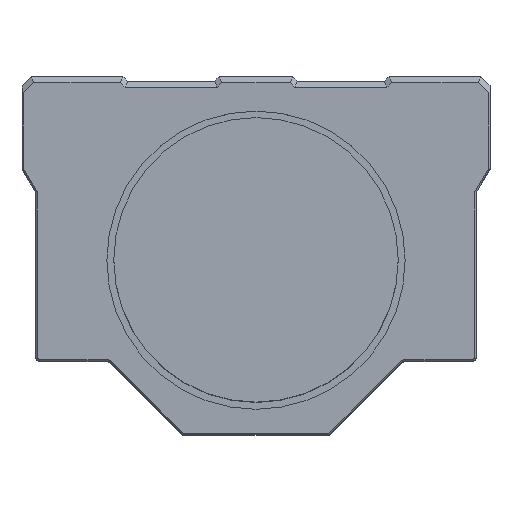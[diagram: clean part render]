
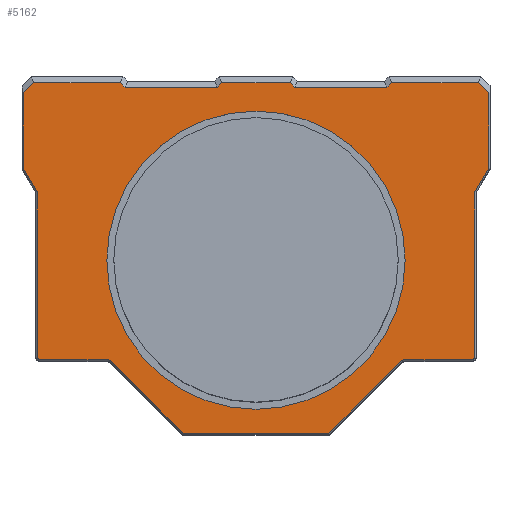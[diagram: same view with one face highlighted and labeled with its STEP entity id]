
A CAD part, top view. The second image highlights one B-rep face of the part: STEP entity #5162.
In plain terms, the highlighted planar face has unit normal (0, 0, 1).
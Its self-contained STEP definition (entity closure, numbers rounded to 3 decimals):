
#4586=CARTESIAN_POINT('',(50.7,36.462,45.0));
#4587=VERTEX_POINT('',#4586);
#4594=CARTESIAN_POINT('',(50.7,20.08,45.0));
#4595=VERTEX_POINT('',#4594);
#4596=CARTESIAN_POINT('',(50.7,36.462,45.0));
#4597=DIRECTION('',(0.0,-1.0,0.0));
#4598=VECTOR('',#4597,16.381);
#4599=LINE('',#4596,#4598);
#4600=EDGE_CURVE('',#4587,#4595,#4599,.T.);
#4624=CARTESIAN_POINT('',(47.7,14.884,45.0));
#4625=VERTEX_POINT('',#4624);
#4626=CARTESIAN_POINT('',(50.7,20.08,45.0));
#4627=DIRECTION('',(-0.5,-0.866,0.0));
#4628=VECTOR('',#4627,6.);
#4629=LINE('',#4626,#4628);
#4630=EDGE_CURVE('',#4595,#4625,#4629,.T.);
#4655=CARTESIAN_POINT('',(47.7,-21.,45.0));
#4656=VERTEX_POINT('',#4655);
#4672=CARTESIAN_POINT('',(47.7,14.884,45.0));
#4673=DIRECTION('',(0.0,-1.0,0.0));
#4674=VECTOR('',#4673,35.884);
#4675=LINE('',#4672,#4674);
#4676=EDGE_CURVE('',#4625,#4656,#4675,.T.);
#4686=CARTESIAN_POINT('',(47.,-21.7,45.0));
#4687=VERTEX_POINT('',#4686);
#4702=CARTESIAN_POINT('',(47.,-21.0,45.0));
#4703=DIRECTION('',(0.0,0.0,-1.0));
#4704=DIRECTION('',(0.0,-1.0,0.0));
#4705=AXIS2_PLACEMENT_3D('',#4702,#4703,#4704);
#4706=CIRCLE('',#4705,0.7);
#4707=EDGE_CURVE('',#4656,#4687,#4706,.T.);
#4717=CARTESIAN_POINT('',(32.414,-21.7,45.0));
#4718=VERTEX_POINT('',#4717);
#4727=CARTESIAN_POINT('',(47.,-21.7,45.0));
#4728=DIRECTION('',(-1.0,0.0,0.0));
#4729=VECTOR('',#4728,14.586);
#4730=LINE('',#4727,#4729);
#4731=EDGE_CURVE('',#4687,#4718,#4730,.T.);
#4741=CARTESIAN_POINT('',(31.495,-22.081,45.0));
#4742=VERTEX_POINT('',#4741);
#4759=CARTESIAN_POINT('',(32.414,-23.,45.0));
#4760=DIRECTION('',(0.0,0.0,1.0));
#4761=DIRECTION('',(0.0,1.0,0.0));
#4762=AXIS2_PLACEMENT_3D('',#4759,#4760,#4761);
#4763=CIRCLE('',#4762,1.3);
#4764=EDGE_CURVE('',#4718,#4742,#4763,.T.);
#4783=CARTESIAN_POINT('',(15.876,-37.7,45.0));
#4784=VERTEX_POINT('',#4783);
#4785=CARTESIAN_POINT('',(31.495,-22.081,45.0));
#4786=DIRECTION('',(-0.707,-0.707,0.0));
#4787=VECTOR('',#4786,22.089);
#4788=LINE('',#4785,#4787);
#4789=EDGE_CURVE('',#4742,#4784,#4788,.T.);
#4805=CARTESIAN_POINT('',(-15.876,-37.7,45.0));
#4806=VERTEX_POINT('',#4805);
#4807=CARTESIAN_POINT('',(15.876,-37.7,45.0));
#4808=DIRECTION('',(-1.0,0.0,0.0));
#4809=VECTOR('',#4808,31.751);
#4810=LINE('',#4807,#4809);
#4811=EDGE_CURVE('',#4784,#4806,#4810,.T.);
#4836=CARTESIAN_POINT('',(-31.495,-22.081,45.0));
#4837=VERTEX_POINT('',#4836);
#4853=CARTESIAN_POINT('',(-15.876,-37.7,45.0));
#4854=DIRECTION('',(-0.707,0.707,0.0));
#4855=VECTOR('',#4854,22.089);
#4856=LINE('',#4853,#4855);
#4857=EDGE_CURVE('',#4806,#4837,#4856,.T.);
#4867=CARTESIAN_POINT('',(-32.414,-21.7,45.0));
#4868=VERTEX_POINT('',#4867);
#4883=CARTESIAN_POINT('',(-32.414,-23.,45.0));
#4884=DIRECTION('',(0.0,0.0,1.0));
#4885=DIRECTION('',(0.707,0.707,0.0));
#4886=AXIS2_PLACEMENT_3D('',#4883,#4884,#4885);
#4887=CIRCLE('',#4886,1.3);
#4888=EDGE_CURVE('',#4837,#4868,#4887,.T.);
#4898=CARTESIAN_POINT('',(-47.,-21.7,45.0));
#4899=VERTEX_POINT('',#4898);
#4908=CARTESIAN_POINT('',(-32.414,-21.7,45.0));
#4909=DIRECTION('',(-1.0,0.0,0.0));
#4910=VECTOR('',#4909,14.586);
#4911=LINE('',#4908,#4910);
#4912=EDGE_CURVE('',#4868,#4899,#4911,.T.);
#4922=CARTESIAN_POINT('',(-47.7,-21.,45.0));
#4923=VERTEX_POINT('',#4922);
#4940=CARTESIAN_POINT('',(-47.,-21.0,45.0));
#4941=DIRECTION('',(0.0,0.0,-1.0));
#4942=DIRECTION('',(-1.0,0.0,0.0));
#4943=AXIS2_PLACEMENT_3D('',#4940,#4941,#4942);
#4944=CIRCLE('',#4943,0.7);
#4945=EDGE_CURVE('',#4899,#4923,#4944,.T.);
#4964=CARTESIAN_POINT('',(-47.7,14.884,45.0));
#4965=VERTEX_POINT('',#4964);
#4966=CARTESIAN_POINT('',(-47.7,-21.,45.0));
#4967=DIRECTION('',(0.0,1.0,0.0));
#4968=VECTOR('',#4967,35.884);
#4969=LINE('',#4966,#4968);
#4970=EDGE_CURVE('',#4923,#4965,#4969,.T.);
#4986=CARTESIAN_POINT('',(-50.7,20.08,45.0));
#4987=VERTEX_POINT('',#4986);
#4988=CARTESIAN_POINT('',(-47.7,14.884,45.0));
#4989=DIRECTION('',(-0.5,0.866,0.0));
#4990=VECTOR('',#4989,6.);
#4991=LINE('',#4988,#4990);
#4992=EDGE_CURVE('',#4965,#4987,#4991,.T.);
#5017=CARTESIAN_POINT('',(-50.7,36.462,45.0));
#5018=VERTEX_POINT('',#5017);
#5034=CARTESIAN_POINT('',(-50.7,20.08,45.0));
#5035=DIRECTION('',(0.0,1.0,0.0));
#5036=VECTOR('',#5035,16.381);
#5037=LINE('',#5034,#5036);
#5038=EDGE_CURVE('',#4987,#5018,#5037,.T.);
#5043=CARTESIAN_POINT('',(0.,5.903,45.0));
#5044=DIRECTION('',(0.0,0.0,1.0));
#5045=DIRECTION('',(1.0,0.0,0.0));
#5046=AXIS2_PLACEMENT_3D('',#5043,#5044,#5045);
#5047=PLANE('',#5046);
#5048=ORIENTED_EDGE('',*,*,#5038,.F.);
#5049=ORIENTED_EDGE('',*,*,#4992,.F.);
#5050=ORIENTED_EDGE('',*,*,#4970,.F.);
#5051=ORIENTED_EDGE('',*,*,#4945,.F.);
#5052=ORIENTED_EDGE('',*,*,#4912,.F.);
#5053=ORIENTED_EDGE('',*,*,#4888,.F.);
#5054=ORIENTED_EDGE('',*,*,#4857,.F.);
#5055=ORIENTED_EDGE('',*,*,#4811,.F.);
#5056=ORIENTED_EDGE('',*,*,#4789,.F.);
#5057=ORIENTED_EDGE('',*,*,#4764,.F.);
#5058=ORIENTED_EDGE('',*,*,#4731,.F.);
#5059=ORIENTED_EDGE('',*,*,#4707,.F.);
#5060=ORIENTED_EDGE('',*,*,#4676,.F.);
#5061=ORIENTED_EDGE('',*,*,#4630,.F.);
#5062=ORIENTED_EDGE('',*,*,#4600,.F.);
#5063=CARTESIAN_POINT('',(48.462,38.7,45.0));
#5064=VERTEX_POINT('',#5063);
#5065=CARTESIAN_POINT('',(48.462,38.7,45.0));
#5066=DIRECTION('',(0.707,-0.707,0.0));
#5067=VECTOR('',#5066,3.166);
#5068=LINE('',#5065,#5067);
#5069=EDGE_CURVE('',#5064,#4587,#5068,.T.);
#5070=ORIENTED_EDGE('',*,*,#5069,.F.);
#5071=CARTESIAN_POINT('',(29.538,38.7,45.0));
#5072=VERTEX_POINT('',#5071);
#5073=CARTESIAN_POINT('',(29.538,38.7,45.0));
#5074=DIRECTION('',(1.0,0.0,0.0));
#5075=VECTOR('',#5074,18.923);
#5076=LINE('',#5073,#5075);
#5077=EDGE_CURVE('',#5072,#5064,#5076,.T.);
#5078=ORIENTED_EDGE('',*,*,#5077,.F.);
#5079=CARTESIAN_POINT('',(28.538,37.7,45.0));
#5080=VERTEX_POINT('',#5079);
#5081=CARTESIAN_POINT('',(28.538,37.7,45.0));
#5082=DIRECTION('',(0.707,0.707,0.0));
#5083=VECTOR('',#5082,1.414);
#5084=LINE('',#5081,#5083);
#5085=EDGE_CURVE('',#5080,#5072,#5084,.T.);
#5086=ORIENTED_EDGE('',*,*,#5085,.F.);
#5087=CARTESIAN_POINT('',(8.462,37.7,45.0));
#5088=VERTEX_POINT('',#5087);
#5089=CARTESIAN_POINT('',(8.462,37.7,45.0));
#5090=DIRECTION('',(1.0,0.0,0.0));
#5091=VECTOR('',#5090,20.077);
#5092=LINE('',#5089,#5091);
#5093=EDGE_CURVE('',#5088,#5080,#5092,.T.);
#5094=ORIENTED_EDGE('',*,*,#5093,.F.);
#5095=CARTESIAN_POINT('',(7.462,38.7,45.0));
#5096=VERTEX_POINT('',#5095);
#5097=CARTESIAN_POINT('',(7.462,38.7,45.0));
#5098=DIRECTION('',(0.707,-0.707,0.0));
#5099=VECTOR('',#5098,1.414);
#5100=LINE('',#5097,#5099);
#5101=EDGE_CURVE('',#5096,#5088,#5100,.T.);
#5102=ORIENTED_EDGE('',*,*,#5101,.F.);
#5103=CARTESIAN_POINT('',(-7.462,38.7,45.0));
#5104=VERTEX_POINT('',#5103);
#5105=CARTESIAN_POINT('',(-7.462,38.7,45.0));
#5106=DIRECTION('',(1.0,0.0,0.0));
#5107=VECTOR('',#5106,14.923);
#5108=LINE('',#5105,#5107);
#5109=EDGE_CURVE('',#5104,#5096,#5108,.T.);
#5110=ORIENTED_EDGE('',*,*,#5109,.F.);
#5111=CARTESIAN_POINT('',(-8.462,37.7,45.0));
#5112=VERTEX_POINT('',#5111);
#5113=CARTESIAN_POINT('',(-8.462,37.7,45.0));
#5114=DIRECTION('',(0.707,0.707,0.0));
#5115=VECTOR('',#5114,1.414);
#5116=LINE('',#5113,#5115);
#5117=EDGE_CURVE('',#5112,#5104,#5116,.T.);
#5118=ORIENTED_EDGE('',*,*,#5117,.F.);
#5119=CARTESIAN_POINT('',(-28.538,37.7,45.0));
#5120=VERTEX_POINT('',#5119);
#5121=CARTESIAN_POINT('',(-28.538,37.7,45.0));
#5122=DIRECTION('',(1.0,0.0,0.0));
#5123=VECTOR('',#5122,20.077);
#5124=LINE('',#5121,#5123);
#5125=EDGE_CURVE('',#5120,#5112,#5124,.T.);
#5126=ORIENTED_EDGE('',*,*,#5125,.F.);
#5127=CARTESIAN_POINT('',(-29.538,38.7,45.0));
#5128=VERTEX_POINT('',#5127);
#5129=CARTESIAN_POINT('',(-29.538,38.7,45.0));
#5130=DIRECTION('',(0.707,-0.707,0.0));
#5131=VECTOR('',#5130,1.414);
#5132=LINE('',#5129,#5131);
#5133=EDGE_CURVE('',#5128,#5120,#5132,.T.);
#5134=ORIENTED_EDGE('',*,*,#5133,.F.);
#5135=CARTESIAN_POINT('',(-48.462,38.7,45.0));
#5136=VERTEX_POINT('',#5135);
#5137=CARTESIAN_POINT('',(-48.462,38.7,45.0));
#5138=DIRECTION('',(1.0,0.0,0.0));
#5139=VECTOR('',#5138,18.923);
#5140=LINE('',#5137,#5139);
#5141=EDGE_CURVE('',#5136,#5128,#5140,.T.);
#5142=ORIENTED_EDGE('',*,*,#5141,.F.);
#5143=CARTESIAN_POINT('',(-50.7,36.462,45.0));
#5144=DIRECTION('',(0.707,0.707,0.0));
#5145=VECTOR('',#5144,3.166);
#5146=LINE('',#5143,#5145);
#5147=EDGE_CURVE('',#5018,#5136,#5146,.T.);
#5148=ORIENTED_EDGE('',*,*,#5147,.F.);
#5149=EDGE_LOOP('',(#5048,#5049,#5050,#5051,#5052,#5053,#5054,#5055,#5056,#5057,#5058,#5059,#5060,#5061,#5062,#5070,#5078,#5086,#5094,#5102,#5110,#5118,#5126,#5134,#5142,#5148));
#5150=FACE_OUTER_BOUND('',#5149,.T.);
#5151=CARTESIAN_POINT('',(0.0,-32.5,45.0));
#5152=VERTEX_POINT('',#5151);
#5153=CARTESIAN_POINT('',(0.0,0.0,45.0));
#5154=DIRECTION('',(0.0,0.0,-1.0));
#5155=DIRECTION('',(0.0,-1.0,0.0));
#5156=AXIS2_PLACEMENT_3D('',#5153,#5154,#5155);
#5157=CIRCLE('',#5156,32.5);
#5158=EDGE_CURVE('',#5152,#5152,#5157,.T.);
#5159=ORIENTED_EDGE('',*,*,#5158,.T.);
#5160=EDGE_LOOP('',(#5159));
#5161=FACE_BOUND('',#5160,.T.);
#5162=ADVANCED_FACE('',(#5150,#5161),#5047,.T.);
